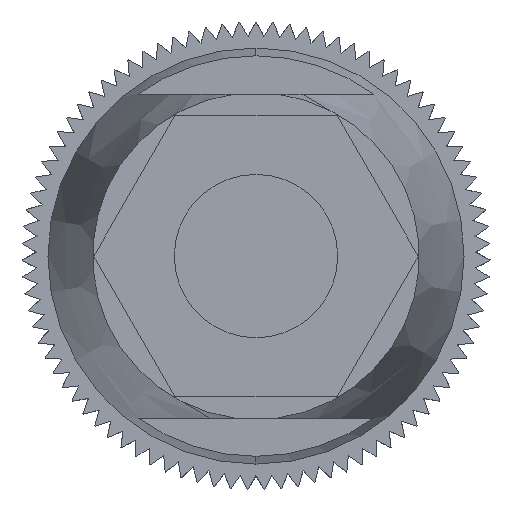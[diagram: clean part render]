
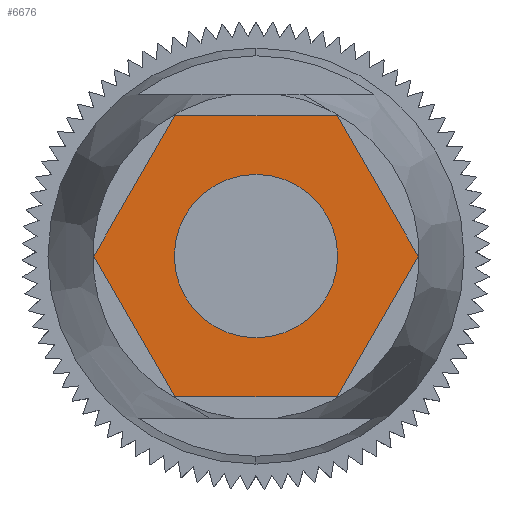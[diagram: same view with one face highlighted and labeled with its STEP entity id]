
A CAD part, front view. The second image highlights one B-rep face of the part: STEP entity #6676.
In plain terms, the highlighted planar face has unit normal (0, -1, 0).
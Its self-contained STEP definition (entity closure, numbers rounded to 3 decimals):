
#293 = VECTOR ( 'NONE', #8120, 1000. ) ;
#1850 = DIRECTION ( 'NONE',  ( 0., -1., 0. ) ) ;
#2038 = DIRECTION ( 'NONE',  ( 0., 0., 1. ) ) ;
#2437 = AXIS2_PLACEMENT_3D ( 'NONE', #28297, #17837, #2038 ) ;
#4074 = EDGE_CURVE ( 'NONE', #7816, #10832, #33684, .T. ) ;
#4332 = VERTEX_POINT ( 'NONE', #10836 ) ;
#5146 = CARTESIAN_POINT ( 'NONE',  ( -3.466, -60., 6.003 ) ) ;
#5268 = CARTESIAN_POINT ( 'NONE',  ( -6.931, -60., 0. ) ) ;
#6176 = VECTOR ( 'NONE', #30086, 1000. ) ;
#6267 = CARTESIAN_POINT ( 'NONE',  ( 0., -60., 3.49 ) ) ;
#6676 = ADVANCED_FACE ( 'NONE', ( #32661, #14130 ), #12512, .F. ) ;
#7816 = VERTEX_POINT ( 'NONE', #6267 ) ;
#7861 = EDGE_CURVE ( 'NONE', #11060, #4332, #18526, .T. ) ;
#8120 = DIRECTION ( 'NONE',  ( 0.5, 0., 0.866 ) ) ;
#8777 = DIRECTION ( 'NONE',  ( 0., -1., 0. ) ) ;
#8792 = CARTESIAN_POINT ( 'NONE',  ( 3.466, -60., -6.003 ) ) ;
#8971 = ORIENTED_EDGE ( 'NONE', *, *, #28249, .T. ) ;
#9734 = ORIENTED_EDGE ( 'NONE', *, *, #7861, .T. ) ;
#10040 = EDGE_CURVE ( 'NONE', #4332, #11657, #10595, .T. ) ;
#10595 = LINE ( 'NONE', #5268, #30805 ) ;
#10832 = VERTEX_POINT ( 'NONE', #14035 ) ;
#10836 = CARTESIAN_POINT ( 'NONE',  ( -6.931, -60., 0. ) ) ;
#11060 = VERTEX_POINT ( 'NONE', #5146 ) ;
#11118 = ORIENTED_EDGE ( 'NONE', *, *, #4074, .F. ) ;
#11657 = VERTEX_POINT ( 'NONE', #20467 ) ;
#11720 = ORIENTED_EDGE ( 'NONE', *, *, #16783, .F. ) ;
#12512 = PLANE ( 'NONE',  #2437 ) ;
#12586 = DIRECTION ( 'NONE',  ( 1., 0., 0. ) ) ;
#12753 = LINE ( 'NONE', #23124, #32951 ) ;
#13059 = EDGE_CURVE ( 'NONE', #25913, #22094, #14297, .T. ) ;
#13863 = ORIENTED_EDGE ( 'NONE', *, *, #13059, .T. ) ;
#14035 = CARTESIAN_POINT ( 'NONE',  ( 0., -60., -3.49 ) ) ;
#14130 = FACE_OUTER_BOUND ( 'NONE', #29427, .T. ) ;
#14297 = LINE ( 'NONE', #23959, #293 ) ;
#16074 = CARTESIAN_POINT ( 'NONE',  ( 6.931, -60., 0. ) ) ;
#16327 = EDGE_CURVE ( 'NONE', #11657, #25913, #12753, .T. ) ;
#16473 = CARTESIAN_POINT ( 'NONE',  ( 3.466, -60., 6.003 ) ) ;
#16783 = EDGE_CURVE ( 'NONE', #10832, #7816, #33751, .T. ) ;
#16799 = AXIS2_PLACEMENT_3D ( 'NONE', #17671, #1850, #20342 ) ;
#17025 = VERTEX_POINT ( 'NONE', #30897 ) ;
#17671 = CARTESIAN_POINT ( 'NONE',  ( 0., -60., 0. ) ) ;
#17837 = DIRECTION ( 'NONE',  ( 0., 1., 0. ) ) ;
#18526 = LINE ( 'NONE', #24823, #6176 ) ;
#20342 = DIRECTION ( 'NONE',  ( 0., 0., -1. ) ) ;
#20467 = CARTESIAN_POINT ( 'NONE',  ( -3.466, -60., -6.003 ) ) ;
#20601 = ORIENTED_EDGE ( 'NONE', *, *, #16327, .T. ) ;
#22094 = VERTEX_POINT ( 'NONE', #23187 ) ;
#23124 = CARTESIAN_POINT ( 'NONE',  ( -3.466, -60., -6.003 ) ) ;
#23187 = CARTESIAN_POINT ( 'NONE',  ( 6.931, -60., 0. ) ) ;
#23722 = DIRECTION ( 'NONE',  ( 0.5, 0., -0.866 ) ) ;
#23959 = CARTESIAN_POINT ( 'NONE',  ( 3.466, -60., -6.003 ) ) ;
#24575 = CARTESIAN_POINT ( 'NONE',  ( 0., -60., 0. ) ) ;
#24823 = CARTESIAN_POINT ( 'NONE',  ( -3.466, -60., 6.003 ) ) ;
#25537 = ORIENTED_EDGE ( 'NONE', *, *, #10040, .T. ) ;
#25808 = VECTOR ( 'NONE', #27076, 1000. ) ;
#25913 = VERTEX_POINT ( 'NONE', #8792 ) ;
#26554 = EDGE_LOOP ( 'NONE', ( #11720, #11118 ) ) ;
#26561 = DIRECTION ( 'NONE',  ( -0.5, 0., 0.866 ) ) ;
#27076 = DIRECTION ( 'NONE',  ( -1., 0., 0. ) ) ;
#27254 = DIRECTION ( 'NONE',  ( 0., 0., -1. ) ) ;
#27416 = LINE ( 'NONE', #16074, #33578 ) ;
#28249 = EDGE_CURVE ( 'NONE', #17025, #11060, #28275, .T. ) ;
#28275 = LINE ( 'NONE', #16473, #25808 ) ;
#28297 = CARTESIAN_POINT ( 'NONE',  ( 0., -60., 0. ) ) ;
#28645 = EDGE_CURVE ( 'NONE', #22094, #17025, #27416, .T. ) ;
#29427 = EDGE_LOOP ( 'NONE', ( #9734, #25537, #20601, #13863, #33189, #8971 ) ) ;
#29675 = AXIS2_PLACEMENT_3D ( 'NONE', #24575, #8777, #27254 ) ;
#30086 = DIRECTION ( 'NONE',  ( -0.5, 0., -0.866 ) ) ;
#30805 = VECTOR ( 'NONE', #23722, 1000. ) ;
#30897 = CARTESIAN_POINT ( 'NONE',  ( 3.466, -60., 6.003 ) ) ;
#32661 = FACE_BOUND ( 'NONE', #26554, .T. ) ;
#32951 = VECTOR ( 'NONE', #12586, 1000. ) ;
#33189 = ORIENTED_EDGE ( 'NONE', *, *, #28645, .T. ) ;
#33578 = VECTOR ( 'NONE', #26561, 1000. ) ;
#33684 = CIRCLE ( 'NONE', #16799, 3.49 ) ;
#33751 = CIRCLE ( 'NONE', #29675, 3.49 ) ;
